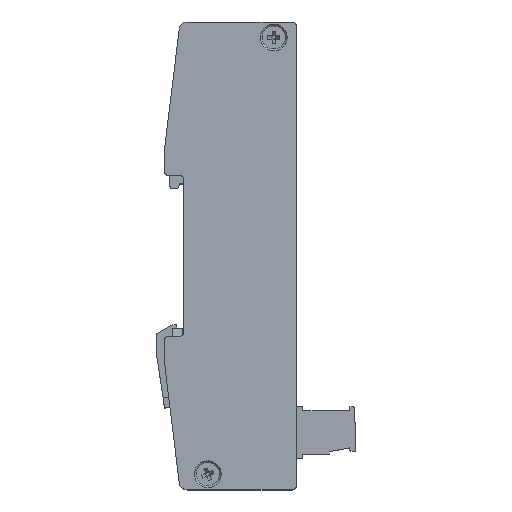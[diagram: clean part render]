
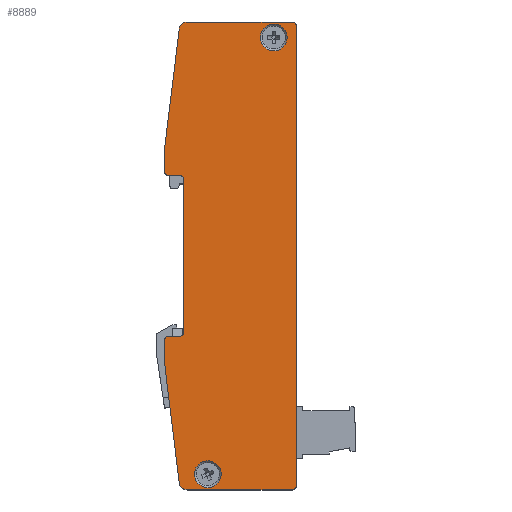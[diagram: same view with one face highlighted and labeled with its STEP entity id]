
A CAD part, top view. The second image highlights one B-rep face of the part: STEP entity #8889.
In plain terms, the highlighted planar face has unit normal (0, 0, 1).
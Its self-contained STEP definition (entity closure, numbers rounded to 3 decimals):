
#8889=ADVANCED_FACE('',(#10815,#10816,#10817),#10022,.T.);
#10022=PLANE('',#37956);
#10815=FACE_BOUND('',#11231,.T.);
#10816=FACE_BOUND('',#11232,.T.);
#10817=FACE_BOUND('',#11233,.T.);
#11231=EDGE_LOOP('',(#13517));
#11232=EDGE_LOOP('',(#13518));
#11233=EDGE_LOOP('',(#13519,#13520,#13521,#13522,#13523,#13524,#13525,#13526,
#13527,#13528,#13529,#13530,#13531,#13532,#13533,#13534,#13535,#13536));
#13517=ORIENTED_EDGE('',*,*,#21804,.T.);
#13518=ORIENTED_EDGE('',*,*,#21802,.T.);
#13519=ORIENTED_EDGE('',*,*,#21820,.T.);
#13520=ORIENTED_EDGE('',*,*,#21823,.F.);
#13521=ORIENTED_EDGE('',*,*,#21826,.T.);
#13522=ORIENTED_EDGE('',*,*,#21828,.F.);
#13523=ORIENTED_EDGE('',*,*,#21832,.T.);
#13524=ORIENTED_EDGE('',*,*,#21834,.F.);
#13525=ORIENTED_EDGE('',*,*,#21838,.T.);
#13526=ORIENTED_EDGE('',*,*,#21841,.F.);
#13527=ORIENTED_EDGE('',*,*,#21843,.F.);
#13528=ORIENTED_EDGE('',*,*,#21847,.T.);
#13529=ORIENTED_EDGE('',*,*,#21848,.F.);
#13530=ORIENTED_EDGE('',*,*,#21849,.T.);
#13531=ORIENTED_EDGE('',*,*,#21386,.F.);
#13532=ORIENTED_EDGE('',*,*,#21850,.T.);
#13533=ORIENTED_EDGE('',*,*,#21806,.F.);
#13534=ORIENTED_EDGE('',*,*,#21811,.T.);
#13535=ORIENTED_EDGE('',*,*,#21814,.F.);
#13536=ORIENTED_EDGE('',*,*,#21816,.F.);
#19186=VERTEX_POINT('',#48646);
#19187=VERTEX_POINT('',#48648);
#19432=VERTEX_POINT('',#49599);
#19434=VERTEX_POINT('',#49604);
#19436=VERTEX_POINT('',#49608);
#19437=VERTEX_POINT('',#49610);
#19440=VERTEX_POINT('',#49618);
#19442=VERTEX_POINT('',#49624);
#19444=VERTEX_POINT('',#49629);
#19446=VERTEX_POINT('',#49636);
#19448=VERTEX_POINT('',#49642);
#19450=VERTEX_POINT('',#49648);
#19452=VERTEX_POINT('',#49653);
#19454=VERTEX_POINT('',#49660);
#19456=VERTEX_POINT('',#49665);
#19458=VERTEX_POINT('',#49672);
#19460=VERTEX_POINT('',#49678);
#19462=VERTEX_POINT('',#49683);
#19464=VERTEX_POINT('',#49690);
#19465=VERTEX_POINT('',#49694);
#21386=EDGE_CURVE('',#19186,#19187,#29234,.T.);
#21802=EDGE_CURVE('',#19432,#19432,#25737,.T.);
#21804=EDGE_CURVE('',#19434,#19434,#25739,.T.);
#21806=EDGE_CURVE('',#19436,#19437,#29577,.T.);
#21811=EDGE_CURVE('',#19436,#19440,#25741,.T.);
#21814=EDGE_CURVE('',#19442,#19440,#29583,.T.);
#21816=EDGE_CURVE('',#19444,#19442,#29585,.T.);
#21820=EDGE_CURVE('',#19444,#19446,#25743,.T.);
#21823=EDGE_CURVE('',#19448,#19446,#29590,.T.);
#21826=EDGE_CURVE('',#19448,#19450,#25745,.T.);
#21828=EDGE_CURVE('',#19452,#19450,#29593,.T.);
#21832=EDGE_CURVE('',#19452,#19454,#25747,.T.);
#21834=EDGE_CURVE('',#19456,#19454,#29597,.T.);
#21838=EDGE_CURVE('',#19456,#19458,#25749,.T.);
#21841=EDGE_CURVE('',#19460,#19458,#29602,.T.);
#21843=EDGE_CURVE('',#19462,#19460,#29604,.T.);
#21847=EDGE_CURVE('',#19462,#19464,#25751,.T.);
#21848=EDGE_CURVE('',#19465,#19464,#29607,.T.);
#21849=EDGE_CURVE('',#19465,#19187,#25752,.T.);
#21850=EDGE_CURVE('',#19186,#19437,#25753,.T.);
#25737=CIRCLE('',#37923,3.25);
#25739=CIRCLE('',#37926,3.25);
#25741=CIRCLE('',#37930,1.);
#25743=CIRCLE('',#37935,2.);
#25745=CIRCLE('',#37939,1.);
#25747=CIRCLE('',#37943,1.);
#25749=CIRCLE('',#37947,2.);
#25751=CIRCLE('',#37952,1.);
#25752=CIRCLE('',#37954,1.);
#25753=CIRCLE('',#37955,1.);
#29234=LINE('',#48647,#32035);
#29577=LINE('',#49609,#32380);
#29583=LINE('',#49625,#32386);
#29585=LINE('',#49630,#32388);
#29590=LINE('',#49643,#32393);
#29593=LINE('',#49654,#32396);
#29597=LINE('',#49666,#32400);
#29602=LINE('',#49679,#32405);
#29604=LINE('',#49684,#32407);
#29607=LINE('',#49693,#32410);
#32035=VECTOR('',#40034,1.);
#32380=VECTOR('',#40869,1.);
#32386=VECTOR('',#40883,1.);
#32388=VECTOR('',#40887,1.);
#32393=VECTOR('',#40900,1.);
#32396=VECTOR('',#40911,1.);
#32400=VECTOR('',#40923,1.);
#32405=VECTOR('',#40936,1.);
#32407=VECTOR('',#40940,1.);
#32410=VECTOR('',#40951,1.);
#37923=AXIS2_PLACEMENT_3D('',#49598,#40858,#40859);
#37926=AXIS2_PLACEMENT_3D('',#49603,#40864,#40865);
#37930=AXIS2_PLACEMENT_3D('',#49619,#40877,#40878);
#37935=AXIS2_PLACEMENT_3D('',#49637,#40894,#40895);
#37939=AXIS2_PLACEMENT_3D('',#49649,#40906,#40907);
#37943=AXIS2_PLACEMENT_3D('',#49661,#40918,#40919);
#37947=AXIS2_PLACEMENT_3D('',#49673,#40930,#40931);
#37952=AXIS2_PLACEMENT_3D('',#49691,#40947,#40948);
#37954=AXIS2_PLACEMENT_3D('',#49695,#40952,#40953);
#37955=AXIS2_PLACEMENT_3D('',#49696,#40954,#40955);
#37956=AXIS2_PLACEMENT_3D('',#49697,#40956,#40957);
#40034=DIRECTION('',(0.,1.,0.));
#40858=DIRECTION('',(0.,0.,-1.));
#40859=DIRECTION('',(1.,0.,0.));
#40864=DIRECTION('',(0.,0.,-1.));
#40865=DIRECTION('',(1.,0.,0.));
#40869=DIRECTION('',(1.,0.,0.));
#40877=DIRECTION('',(0.,0.,1.));
#40878=DIRECTION('',(0.,1.,0.));
#40883=DIRECTION('',(0.,1.,0.));
#40887=DIRECTION('',(-0.122,0.993,0.));
#40894=DIRECTION('',(0.,0.,1.));
#40895=DIRECTION('',(-0.993,-0.122,0.));
#40900=DIRECTION('',(-1.,0.,0.));
#40906=DIRECTION('',(0.,0.,1.));
#40907=DIRECTION('',(0.,-1.,0.));
#40911=DIRECTION('',(0.,-1.,0.));
#40918=DIRECTION('',(0.,0.,1.));
#40919=DIRECTION('',(1.,0.,0.));
#40923=DIRECTION('',(1.,0.,0.));
#40930=DIRECTION('',(0.,0.,1.));
#40931=DIRECTION('',(0.,1.,0.));
#40936=DIRECTION('',(0.122,0.993,0.));
#40940=DIRECTION('',(0.,1.,0.));
#40947=DIRECTION('',(0.,0.,1.));
#40948=DIRECTION('',(-1.,0.,0.));
#40951=DIRECTION('',(-1.,0.,0.));
#40952=DIRECTION('',(0.,0.,-1.));
#40953=DIRECTION('',(0.,1.,0.));
#40954=DIRECTION('',(0.,0.,-1.));
#40955=DIRECTION('',(1.,0.,0.));
#40956=DIRECTION('',(0.,0.,1.));
#40957=DIRECTION('',(-1.,0.,0.));
#48646=CARTESIAN_POINT('',(-27.,-18.5,44.5));
#48647=CARTESIAN_POINT('',(-27.,-18.5,44.5));
#48648=CARTESIAN_POINT('',(-27.,18.5,44.5));
#49598=CARTESIAN_POINT('',(-5.2,53.,44.5));
#49599=CARTESIAN_POINT('',(-1.95,53.,44.5));
#49603=CARTESIAN_POINT('',(-21.2,-53.,44.5));
#49604=CARTESIAN_POINT('',(-17.95,-53.,44.5));
#49608=CARTESIAN_POINT('',(-30.7,-19.5,44.5));
#49609=CARTESIAN_POINT('',(-30.7,-19.5,44.5));
#49610=CARTESIAN_POINT('',(-28.,-19.5,44.5));
#49618=CARTESIAN_POINT('',(-31.7,-20.5,44.5));
#49619=CARTESIAN_POINT('',(-30.7,-20.5,44.5));
#49624=CARTESIAN_POINT('',(-31.7,-26.,44.5));
#49625=CARTESIAN_POINT('',(-31.7,-26.,44.5));
#49629=CARTESIAN_POINT('',(-28.14,-54.994,44.5));
#49630=CARTESIAN_POINT('',(-28.14,-54.994,44.5));
#49636=CARTESIAN_POINT('',(-26.155,-56.75,44.5));
#49637=CARTESIAN_POINT('',(-26.155,-54.75,44.5));
#49642=CARTESIAN_POINT('',(-0.7,-56.75,44.5));
#49643=CARTESIAN_POINT('',(-0.7,-56.75,44.5));
#49648=CARTESIAN_POINT('',(0.3,-55.75,44.5));
#49649=CARTESIAN_POINT('',(-0.7,-55.75,44.5));
#49653=CARTESIAN_POINT('',(0.3,55.75,44.5));
#49654=CARTESIAN_POINT('',(0.3,55.75,44.5));
#49660=CARTESIAN_POINT('',(-0.7,56.75,44.5));
#49661=CARTESIAN_POINT('',(-0.7,55.75,44.5));
#49665=CARTESIAN_POINT('',(-26.155,56.75,44.5));
#49666=CARTESIAN_POINT('',(-26.155,56.75,44.5));
#49672=CARTESIAN_POINT('',(-28.14,54.994,44.5));
#49673=CARTESIAN_POINT('',(-26.155,54.75,44.5));
#49678=CARTESIAN_POINT('',(-31.7,26.,44.5));
#49679=CARTESIAN_POINT('',(-31.7,26.,44.5));
#49683=CARTESIAN_POINT('',(-31.7,20.5,44.5));
#49684=CARTESIAN_POINT('',(-31.7,20.5,44.5));
#49690=CARTESIAN_POINT('',(-30.7,19.5,44.5));
#49691=CARTESIAN_POINT('',(-30.7,20.5,44.5));
#49693=CARTESIAN_POINT('',(-28.,19.5,44.5));
#49694=CARTESIAN_POINT('',(-28.,19.5,44.5));
#49695=CARTESIAN_POINT('',(-28.,18.5,44.5));
#49696=CARTESIAN_POINT('',(-28.,-18.5,44.5));
#49697=CARTESIAN_POINT('',(1.9,62.425,44.5));
